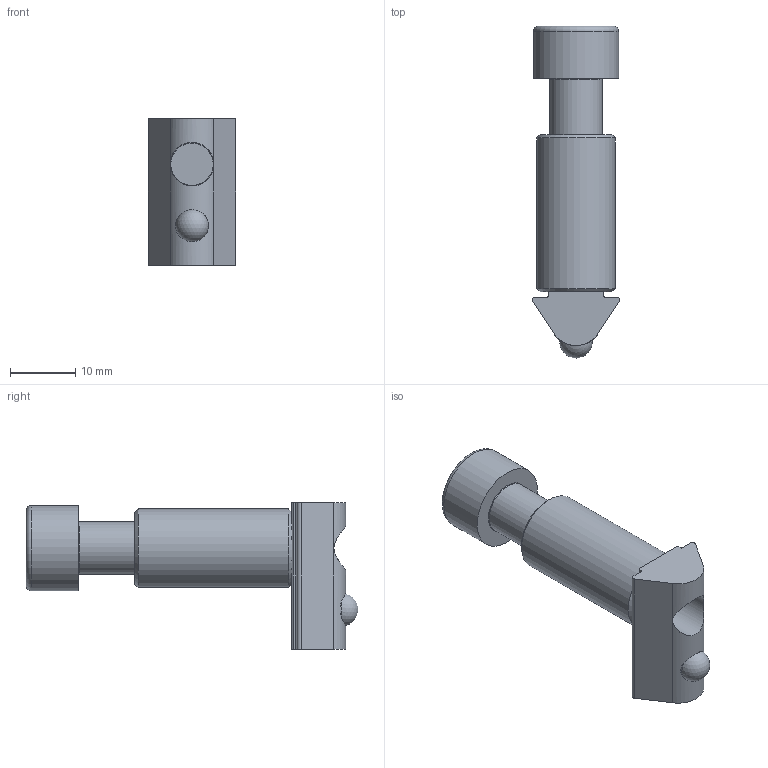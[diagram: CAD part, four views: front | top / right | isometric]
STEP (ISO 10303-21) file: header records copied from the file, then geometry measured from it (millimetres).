
FILE_DESCRIPTION(/* description */ (''),/* implementation_level */ '2;1');
FILE_NAME(/* name */ '13017_KriTec_Systemverbindungssatz_8_VA_rostfrei.stp',/* time_stamp */ '2014-04-28T10:45:44+02:00',/* author */ ('kostic'),/* organization */ (''),/* preprocessor_version */ 'ST-DEVELOPER v15.2',/* originating_system */ 'Autodesk Inventor 2014',/* authorisation */ '');
FILE_SCHEMA (('AUTOMOTIVE_DESIGN { 1 0 10303 214 3 1 1 }'));
Length unit declared in the file: millimetre
Products named in the file (4): 11008_KriTec_Nutenstein_8_St_M8_mit_Steg; Gewindehülse Systemverbinder 8; ISO 4762 - M8 x 30ISO; 13017_KriTec_Systemverbindungssatz_8_VA_rostfrei
Bounding box: 13.32 x 50.67 x 22.3 mm (x, y, z)
Volume: 5161.8 mm3; surface area: 4079.7 mm2
Topology: 3 solids, 3 shells, 53 faces, 131 edges, 86 vertices
Faces by surface type: plane 26, cylinder 20, cone 4, torus 2, sphere 1
Full cylindrical faces by diameter (mm): 6.647 x1, 8 x1, 8.4 x1, 12 x1, 13 x1
Entity records: 1685 total; most frequent: CARTESIAN_POINT 368, DIRECTION 280, ORIENTED_EDGE 236, EDGE_CURVE 118, AXIS2_PLACEMENT_3D 114, VERTEX_POINT 84, EDGE_LOOP 70, CIRCLE 54
